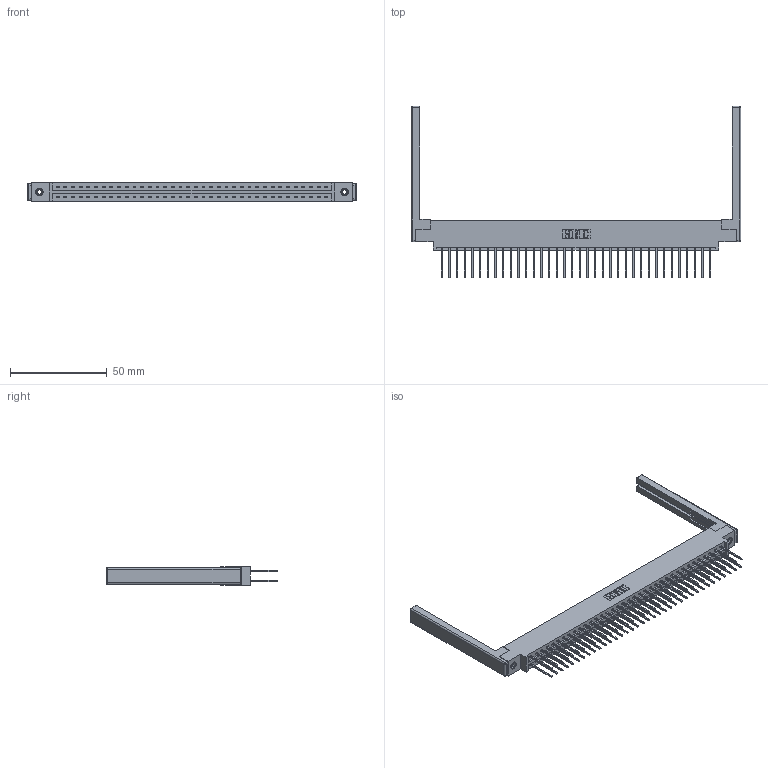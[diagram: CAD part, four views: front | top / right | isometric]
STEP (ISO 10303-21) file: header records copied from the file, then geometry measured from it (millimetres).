
FILE_DESCRIPTION (( 'STEP AP203' ), '1' );
FILE_NAME ('387-072-540-868.STEP', '2019-10-21T23:57:20', ( '' ), ( '' ), 'SwSTEP 2.0', 'SolidWorks 2016', '' );
FILE_SCHEMA (( 'CONFIG_CONTROL_DESIGN' ));
Length unit declared in the file: inch
Products named in the file (5): 307-220-068; 387-072-540-868; 337 Part_0.170 Offset - 0.156 Dia-TI; 345-292-001_345-293-140; 345-250-001_345-250-001-102
Assembly tree (77 placements, depth 2):
  387-072-540-868
    337 Part_0.170 Offset - 0.156 Dia-TI
    345-292-001_345-293-140  x72
    345-250-001_345-250-001-102  x2
    307-220-068  x2
Bounding box: 170.08 x 88.52 x 9.4 mm (x, y, z)
Volume: 22384.6 mm3; surface area: 25782 mm2
Topology: 77 solids, 77 shells, 4160 faces, 12305 edges, 8086 vertices
Faces by surface type: plane 2898, cylinder 1238, cone 12, sphere 8, torus 4
Entity records: 31598 total; most frequent: CARTESIAN_POINT 5295, ORIENTED_EDGE 5220, DIRECTION 4584, EDGE_CURVE 2610, LINE 2432, VECTOR 2432, VERTEX_POINT 1730, AXIS2_PLACEMENT_3D 1076
